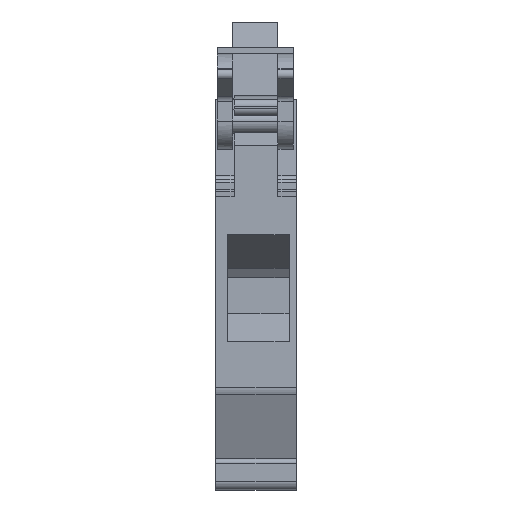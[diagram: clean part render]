
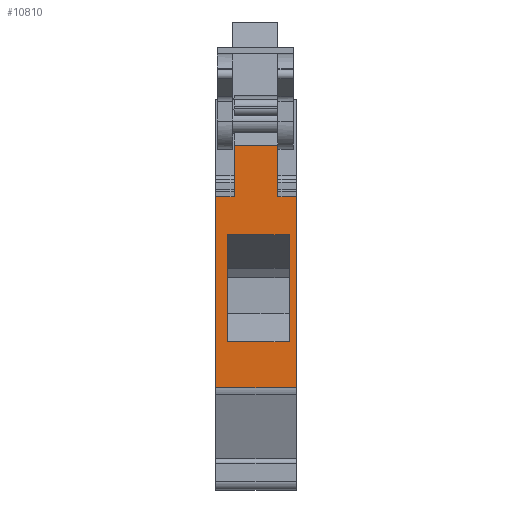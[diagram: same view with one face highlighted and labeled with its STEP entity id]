
A CAD part, front view. The second image highlights one B-rep face of the part: STEP entity #10810.
In plain terms, the highlighted planar face has unit normal (0, -1, 0).
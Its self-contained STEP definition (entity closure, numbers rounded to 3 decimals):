
#10740=AXIS2_PLACEMENT_3D('Plane Axis2P3D',#10737,#10738,#10739) ;
#4905=CARTESIAN_POINT('Vertex',(0.,2.285,11.6)) ;
#4908=CARTESIAN_POINT('Line Origine',(0.,2.285,22.452)) ;
#4912=CARTESIAN_POINT('Vertex',(0.,2.285,33.303)) ;
#6165=CARTESIAN_POINT('Vertex',(9.144,2.285,33.303)) ;
#6168=CARTESIAN_POINT('Line Origine',(9.144,2.285,22.452)) ;
#6172=CARTESIAN_POINT('Vertex',(9.144,2.285,11.6)) ;
#8374=CARTESIAN_POINT('Vertex',(7.061,2.285,39.115)) ;
#8377=CARTESIAN_POINT('Line Origine',(7.061,2.285,36.209)) ;
#8381=CARTESIAN_POINT('Vertex',(7.061,2.285,33.303)) ;
#10724=CARTESIAN_POINT('Line Origine',(4.572,2.285,11.6)) ;
#10737=CARTESIAN_POINT('Axis2P3D Location',(9.144,2.285,39.115)) ;
#10742=CARTESIAN_POINT('Line Origine',(2.083,2.285,36.209)) ;
#10746=CARTESIAN_POINT('Vertex',(2.083,2.285,33.303)) ;
#10748=CARTESIAN_POINT('Vertex',(2.083,2.285,39.115)) ;
#10751=CARTESIAN_POINT('Line Origine',(1.041,2.285,33.303)) ;
#10756=CARTESIAN_POINT('Line Origine',(8.102,2.285,33.303)) ;
#10761=CARTESIAN_POINT('Line Origine',(4.572,2.285,39.115)) ;
#10776=CARTESIAN_POINT('Line Origine',(4.835,2.285,28.981)) ;
#10780=CARTESIAN_POINT('Vertex',(1.335,2.285,28.981)) ;
#10782=CARTESIAN_POINT('Vertex',(8.335,2.285,28.981)) ;
#10785=CARTESIAN_POINT('Line Origine',(8.335,2.285,22.896)) ;
#10789=CARTESIAN_POINT('Vertex',(8.335,2.285,16.81)) ;
#10792=CARTESIAN_POINT('Line Origine',(4.835,2.285,16.81)) ;
#10796=CARTESIAN_POINT('Vertex',(1.335,2.285,16.81)) ;
#10799=CARTESIAN_POINT('Line Origine',(1.335,2.285,22.896)) ;
#4909=DIRECTION('Vector Direction',(0.,0.,-1.)) ;
#6169=DIRECTION('Vector Direction',(0.,0.,-1.)) ;
#8378=DIRECTION('Vector Direction',(0.,0.,1.)) ;
#10725=DIRECTION('Vector Direction',(-1.,0.,0.)) ;
#10738=DIRECTION('Axis2P3D Direction',(0.,1.,0.)) ;
#10739=DIRECTION('Axis2P3D XDirection',(0.,0.,-1.)) ;
#10743=DIRECTION('Vector Direction',(0.,0.,1.)) ;
#10752=DIRECTION('Vector Direction',(1.,0.,0.)) ;
#10757=DIRECTION('Vector Direction',(-1.,0.,0.)) ;
#10762=DIRECTION('Vector Direction',(-1.,0.,0.)) ;
#10777=DIRECTION('Vector Direction',(-1.,0.,0.)) ;
#10786=DIRECTION('Vector Direction',(0.,0.,-1.)) ;
#10793=DIRECTION('Vector Direction',(-1.,0.,0.)) ;
#10800=DIRECTION('Vector Direction',(0.,0.,-1.)) ;
#4910=VECTOR('Line Direction',#4909,1.) ;
#6170=VECTOR('Line Direction',#6169,1.) ;
#8379=VECTOR('Line Direction',#8378,1.) ;
#10726=VECTOR('Line Direction',#10725,1.) ;
#10744=VECTOR('Line Direction',#10743,1.) ;
#10753=VECTOR('Line Direction',#10752,1.) ;
#10758=VECTOR('Line Direction',#10757,1.) ;
#10763=VECTOR('Line Direction',#10762,1.) ;
#10778=VECTOR('Line Direction',#10777,1.) ;
#10787=VECTOR('Line Direction',#10786,1.) ;
#10794=VECTOR('Line Direction',#10793,1.) ;
#10801=VECTOR('Line Direction',#10800,1.) ;
#10767=ORIENTED_EDGE('',*,*,#10750,.F.) ;
#10768=ORIENTED_EDGE('',*,*,#10755,.F.) ;
#10769=ORIENTED_EDGE('',*,*,#4914,.F.) ;
#10770=ORIENTED_EDGE('',*,*,#10728,.F.) ;
#10771=ORIENTED_EDGE('',*,*,#6174,.T.) ;
#10772=ORIENTED_EDGE('',*,*,#10760,.T.) ;
#10773=ORIENTED_EDGE('',*,*,#8383,.F.) ;
#10774=ORIENTED_EDGE('',*,*,#10765,.T.) ;
#10805=ORIENTED_EDGE('',*,*,#10784,.T.) ;
#10806=ORIENTED_EDGE('',*,*,#10791,.T.) ;
#10807=ORIENTED_EDGE('',*,*,#10798,.T.) ;
#10808=ORIENTED_EDGE('',*,*,#10803,.F.) ;
#10809=FACE_BOUND('',#10804,.T.) ;
#10810=ADVANCED_FACE('WSI_4-2',(#10775,#10809),#10741,.F.) ;
#4914=EDGE_CURVE('',#4906,#4913,#4911,.F.) ;
#6174=EDGE_CURVE('',#6173,#6166,#6171,.F.) ;
#8383=EDGE_CURVE('',#8375,#8382,#8380,.F.) ;
#10728=EDGE_CURVE('',#6173,#4906,#10727,.T.) ;
#10750=EDGE_CURVE('',#10747,#10749,#10745,.T.) ;
#10755=EDGE_CURVE('',#4913,#10747,#10754,.T.) ;
#10760=EDGE_CURVE('',#6166,#8382,#10759,.T.) ;
#10765=EDGE_CURVE('',#8375,#10749,#10764,.T.) ;
#10784=EDGE_CURVE('',#10781,#10783,#10779,.F.) ;
#10791=EDGE_CURVE('',#10783,#10790,#10788,.T.) ;
#10798=EDGE_CURVE('',#10790,#10797,#10795,.T.) ;
#10803=EDGE_CURVE('',#10781,#10797,#10802,.T.) ;
#10766=EDGE_LOOP('',(#10767,#10768,#10769,#10770,#10771,#10772,#10773,#10774)) ;
#10804=EDGE_LOOP('',(#10805,#10806,#10807,#10808)) ;
#10775=FACE_OUTER_BOUND('',#10766,.T.) ;
#4911=LINE('Line',#4908,#4910) ;
#6171=LINE('Line',#6168,#6170) ;
#8380=LINE('Line',#8377,#8379) ;
#10727=LINE('Line',#10724,#10726) ;
#10745=LINE('Line',#10742,#10744) ;
#10754=LINE('Line',#10751,#10753) ;
#10759=LINE('Line',#10756,#10758) ;
#10764=LINE('Line',#10761,#10763) ;
#10779=LINE('Line',#10776,#10778) ;
#10788=LINE('Line',#10785,#10787) ;
#10795=LINE('Line',#10792,#10794) ;
#10802=LINE('Line',#10799,#10801) ;
#10741=PLANE('',#10740) ;
#4906=VERTEX_POINT('',#4905) ;
#4913=VERTEX_POINT('',#4912) ;
#6166=VERTEX_POINT('',#6165) ;
#6173=VERTEX_POINT('',#6172) ;
#8375=VERTEX_POINT('',#8374) ;
#8382=VERTEX_POINT('',#8381) ;
#10747=VERTEX_POINT('',#10746) ;
#10749=VERTEX_POINT('',#10748) ;
#10781=VERTEX_POINT('',#10780) ;
#10783=VERTEX_POINT('',#10782) ;
#10790=VERTEX_POINT('',#10789) ;
#10797=VERTEX_POINT('',#10796) ;
